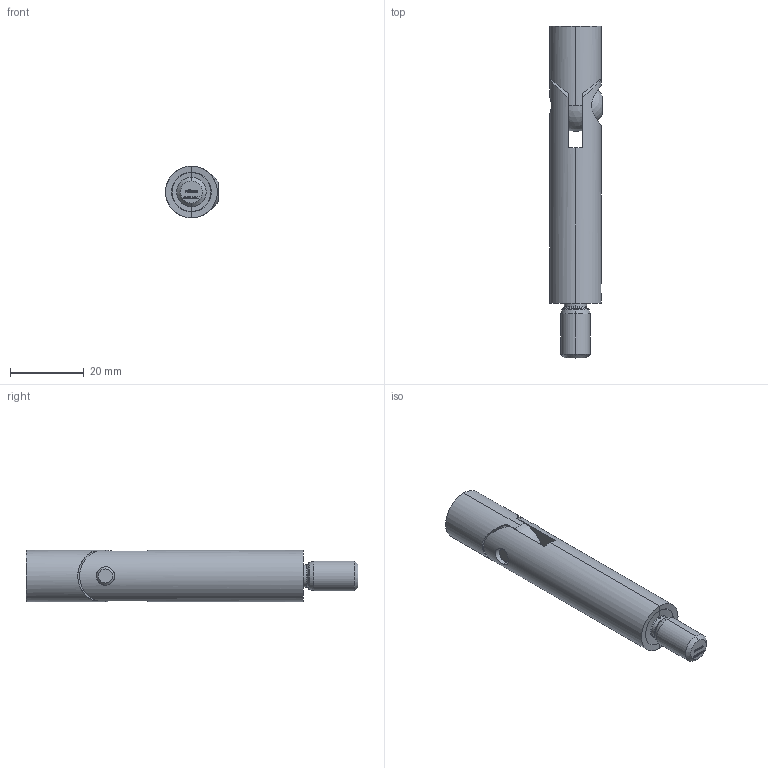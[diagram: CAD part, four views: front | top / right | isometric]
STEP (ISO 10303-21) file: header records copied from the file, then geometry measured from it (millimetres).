
FILE_DESCRIPTION (( 'STEP AP203' ), '1' );
FILE_NAME ('50232-240-V.STEP', '2018-08-08T10:33:31', ( '' ), ( '' ), 'SwSTEP 2.0', 'SolidWorks 2015', '' );
FILE_SCHEMA (( 'CONFIG_CONTROL_DESIGN' ));
Length unit declared in the file: millimetre
Products named in the file (6): DIN 914 M4x4_DIN 914 M4x4; 50232-240-V Teil3_50232-240-V Teil3; ISO 7380 M6x8_ISO 7380 M6x10; 50232-240-V Teil1_50232-240-V Teil1; 50232-240-V Teil2_50232-240-V Teil2; 50232-240-V
Assembly tree (5 placements, depth 2):
  50232-240-V
    50232-240-V Teil1_50232-240-V Teil1
    50232-240-V Teil2_50232-240-V Teil2
    50232-240-V Teil3_50232-240-V Teil3
    ISO 7380 M6x8_ISO 7380 M6x10
    DIN 914 M4x4_DIN 914 M4x4
Bounding box: 14.3 x 89.85 x 14 mm (x, y, z)
Volume: 11158.8 mm3; surface area: 7265.3 mm2
Topology: 5 solids, 5 shells, 370 faces, 938 edges, 602 vertices
Faces by surface type: plane 176, bspline 106, cylinder 40, cone 37, torus 8, sphere 3
Entity records: 17888 total; most frequent: CARTESIAN_POINT 9063, ORIENTED_EDGE 1854, DIRECTION 1367, EDGE_CURVE 927, VERTEX_POINT 600, VECTOR 565, LINE 565, EDGE_LOOP 411
